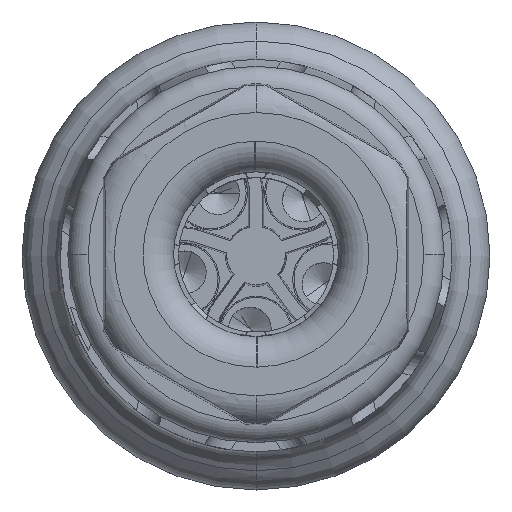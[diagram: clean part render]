
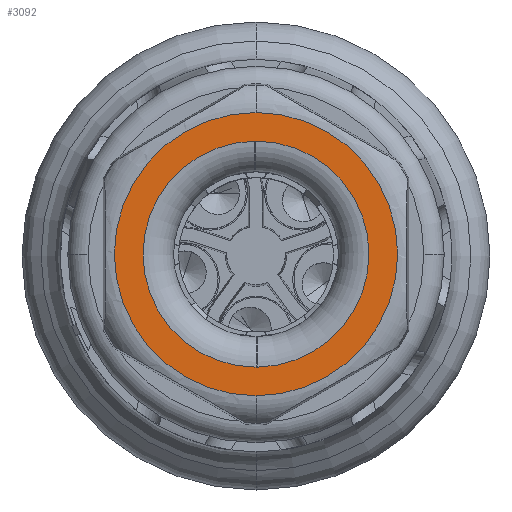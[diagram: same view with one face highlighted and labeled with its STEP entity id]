
A CAD part, top view. The second image highlights one B-rep face of the part: STEP entity #3092.
In plain terms, the highlighted planar face has unit normal (0, 0, 1).
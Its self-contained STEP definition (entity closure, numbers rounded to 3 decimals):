
#3092=ADVANCED_FACE('',(#9742,#9743),#9744,.T.);
#9742=FACE_OUTER_BOUND('',#18810,.T.);
#9743=FACE_BOUND('',#18811,.T.);
#9744=PLANE('',#18812);
#18810=EDGE_LOOP('',(#45730,#45731));
#18811=EDGE_LOOP('',(#45732,#45733,#45734,#45735));
#18812=AXIS2_PLACEMENT_3D('',#45736,#45737,#45738);
#45730=ORIENTED_EDGE('',*,*,#57383,.T.);
#45731=ORIENTED_EDGE('',*,*,#57384,.T.);
#45732=ORIENTED_EDGE('',*,*,#57385,.T.);
#45733=ORIENTED_EDGE('',*,*,#48880,.T.);
#45734=ORIENTED_EDGE('',*,*,#57386,.T.);
#45735=ORIENTED_EDGE('',*,*,#48883,.T.);
#45736=CARTESIAN_POINT('',(0.0,0.0,17.076));
#45737=DIRECTION('',(0.0,0.0,1.0));
#45738=DIRECTION('',(1.0,0.0,0.0));
#48880=EDGE_CURVE('',#58432,#58430,#58433,.T.);
#48883=EDGE_CURVE('',#58437,#58435,#58438,.T.);
#57383=EDGE_CURVE('',#72585,#72587,#72589,.T.);
#57384=EDGE_CURVE('',#72587,#72585,#72590,.T.);
#57385=EDGE_CURVE('',#58435,#58432,#72591,.T.);
#57386=EDGE_CURVE('',#58430,#58437,#72592,.T.);
#58430=VERTEX_POINT('',#74309);
#58432=VERTEX_POINT('',#74311);
#58433=CIRCLE('',#74312,11.105);
#58435=VERTEX_POINT('',#74314);
#58437=VERTEX_POINT('',#74316);
#58438=CIRCLE('',#74317,11.105);
#72585=VERTEX_POINT('',#101481);
#72587=VERTEX_POINT('',#101483);
#72589=CIRCLE('',#101485,13.922);
#72590=CIRCLE('',#101486,13.922);
#72591=CIRCLE('',#101487,11.105);
#72592=CIRCLE('',#101488,11.105);
#74309=CARTESIAN_POINT('',(0.0,-11.105,17.076));
#74311=CARTESIAN_POINT('',(0.165,-11.104,17.076));
#74312=AXIS2_PLACEMENT_3D('',#104715,#104716,#104717);
#74314=CARTESIAN_POINT('',(0.0,11.105,17.076));
#74316=CARTESIAN_POINT('',(-0.165,11.104,17.076));
#74317=AXIS2_PLACEMENT_3D('',#104724,#104725,#104726);
#101481=CARTESIAN_POINT('',(0.0,-13.922,17.076));
#101483=CARTESIAN_POINT('',(0.0,13.922,17.076));
#101485=AXIS2_PLACEMENT_3D('',#112751,#112752,#112753);
#101486=AXIS2_PLACEMENT_3D('',#112754,#112755,#112756);
#101487=AXIS2_PLACEMENT_3D('',#112757,#112758,#112759);
#101488=AXIS2_PLACEMENT_3D('',#112760,#112761,#112762);
#104715=CARTESIAN_POINT('',(0.0,0.0,17.076));
#104716=DIRECTION('',(0.0,0.0,-1.0));
#104717=DIRECTION('',(0.0,1.0,0.0));
#104724=CARTESIAN_POINT('',(0.0,0.0,17.076));
#104725=DIRECTION('',(0.0,0.0,-1.0));
#104726=DIRECTION('',(0.0,-1.0,0.0));
#112751=CARTESIAN_POINT('',(0.0,0.0,17.076));
#112752=DIRECTION('',(0.0,0.0,1.0));
#112753=DIRECTION('',(0.0,-1.0,0.0));
#112754=CARTESIAN_POINT('',(0.0,0.0,17.076));
#112755=DIRECTION('',(0.0,-0.0,1.0));
#112756=DIRECTION('',(0.0,1.0,0.0));
#112757=CARTESIAN_POINT('',(0.0,0.0,17.076));
#112758=DIRECTION('',(0.0,0.0,-1.0));
#112759=DIRECTION('',(0.0,1.0,0.0));
#112760=CARTESIAN_POINT('',(0.0,0.0,17.076));
#112761=DIRECTION('',(0.0,0.0,-1.0));
#112762=DIRECTION('',(0.0,-1.0,0.0));
